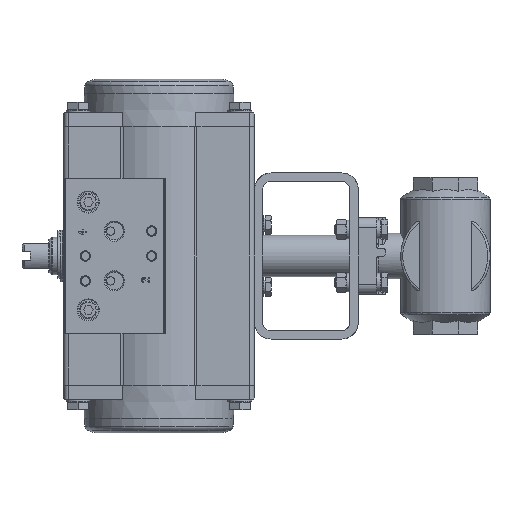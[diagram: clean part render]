
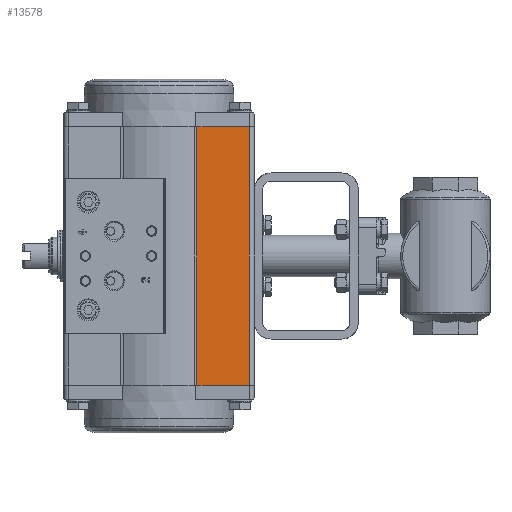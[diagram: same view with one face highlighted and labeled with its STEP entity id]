
A CAD part, left-side view. The second image highlights one B-rep face of the part: STEP entity #13578.
In plain terms, the highlighted face is planar.
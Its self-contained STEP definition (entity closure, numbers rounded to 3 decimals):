
#412=PLANE('',#14892);
#1590=LINE('',#21987,#2391);
#1614=LINE('',#22125,#2415);
#1650=LINE('',#22233,#2451);
#1651=LINE('',#22234,#2452);
#2391=VECTOR('',#17239,1000.);
#2415=VECTOR('',#17305,1000.);
#2451=VECTOR('',#17397,1000.);
#2452=VECTOR('',#17398,1000.);
#4322=ORIENTED_EDGE('',*,*,#7421,.F.);
#4323=ORIENTED_EDGE('',*,*,#7522,.F.);
#4324=ORIENTED_EDGE('',*,*,#7469,.T.);
#4325=ORIENTED_EDGE('',*,*,#7523,.T.);
#7421=EDGE_CURVE('',#9132,#9140,#1590,.T.);
#7469=EDGE_CURVE('',#9162,#9180,#1614,.T.);
#7522=EDGE_CURVE('',#9162,#9132,#1650,.T.);
#7523=EDGE_CURVE('',#9180,#9140,#1651,.T.);
#9132=VERTEX_POINT('',#21957);
#9140=VERTEX_POINT('',#21988);
#9162=VERTEX_POINT('',#22054);
#9180=VERTEX_POINT('',#22124);
#11061=EDGE_LOOP('',(#4322,#4323,#4324,#4325));
#12262=FACE_BOUND('',#11061,.T.);
#13578=ADVANCED_FACE('',(#12262),#412,.F.);
#14892=AXIS2_PLACEMENT_3D('',#22232,#17395,#17396);
#17239=DIRECTION('',(0.,-1.,0.));
#17305=DIRECTION('',(0.,-1.,0.));
#17395=DIRECTION('',(-1.,0.,0.));
#17396=DIRECTION('',(0.,0.,1.));
#17397=DIRECTION('',(0.,0.,-1.));
#17398=DIRECTION('',(0.,0.,-1.));
#21957=CARTESIAN_POINT('',(32.,-18.31,-62.2));
#21987=CARTESIAN_POINT('',(32.,46.,-62.2));
#21988=CARTESIAN_POINT('',(32.,-43.5,-62.2));
#22054=CARTESIAN_POINT('',(32.,-18.31,62.2));
#22124=CARTESIAN_POINT('',(32.,-43.5,62.2));
#22125=CARTESIAN_POINT('',(32.,46.,62.2));
#22232=CARTESIAN_POINT('',(32.,18.31,62.2));
#22233=CARTESIAN_POINT('',(32.,-18.31,62.2));
#22234=CARTESIAN_POINT('',(32.,-43.5,62.2));
